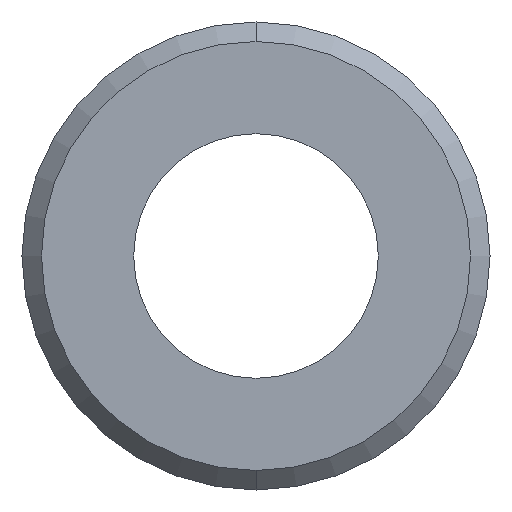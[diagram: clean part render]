
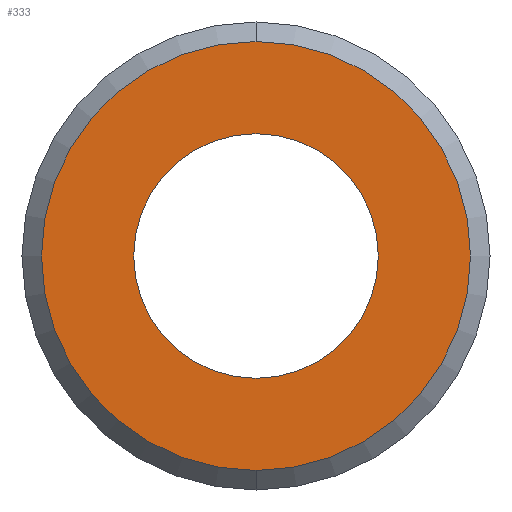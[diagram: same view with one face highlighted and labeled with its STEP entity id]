
A CAD part, front view. The second image highlights one B-rep face of the part: STEP entity #333.
In plain terms, the highlighted planar face has unit normal (0, -1, 0).
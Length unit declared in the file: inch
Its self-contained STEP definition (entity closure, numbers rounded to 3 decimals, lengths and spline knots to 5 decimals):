
#4 = DIRECTION ( 'NONE',  ( 0., 0., 1. ) ) ;
#9 = CARTESIAN_POINT ( 'NONE',  ( 0., -0.5605, 0.098 ) ) ;
#11 = ORIENTED_EDGE ( 'NONE', *, *, #197, .T. ) ;
#13 = AXIS2_PLACEMENT_3D ( 'NONE', #46, #74, #155 ) ;
#24 = CARTESIAN_POINT ( 'NONE',  ( 0., -0.5605, 0.17188 ) ) ;
#26 = CARTESIAN_POINT ( 'NONE',  ( 0., -0.5605, 0. ) ) ;
#33 = AXIS2_PLACEMENT_3D ( 'NONE', #59, #249, #4 ) ;
#38 = CIRCLE ( 'NONE', #63, 0.098 ) ;
#41 = EDGE_CURVE ( 'NONE', #64, #43, #91, .T. ) ;
#43 = VERTEX_POINT ( 'NONE', #24 ) ;
#45 = ORIENTED_EDGE ( 'NONE', *, *, #308, .T. ) ;
#46 = CARTESIAN_POINT ( 'NONE',  ( 0., -0.5605, 0. ) ) ;
#48 = PLANE ( 'NONE',  #327 ) ;
#50 = DIRECTION ( 'NONE',  ( 0., 1., 0. ) ) ;
#59 = CARTESIAN_POINT ( 'NONE',  ( 0., -0.5605, 0. ) ) ;
#63 = AXIS2_PLACEMENT_3D ( 'NONE', #237, #50, #239 ) ;
#64 = VERTEX_POINT ( 'NONE', #84 ) ;
#74 = DIRECTION ( 'NONE',  ( 0., -1., 0. ) ) ;
#75 = DIRECTION ( 'NONE',  ( 0., 0., 1. ) ) ;
#84 = CARTESIAN_POINT ( 'NONE',  ( 0., -0.5605, -0.17188 ) ) ;
#91 = CIRCLE ( 'NONE', #292, 0.17188 ) ;
#103 = CIRCLE ( 'NONE', #13, 0.17188 ) ;
#155 = DIRECTION ( 'NONE',  ( 0., 0., 1. ) ) ;
#162 = CIRCLE ( 'NONE', #33, 0.098 ) ;
#197 = EDGE_CURVE ( 'NONE', #311, #258, #162, .T. ) ;
#237 = CARTESIAN_POINT ( 'NONE',  ( 0., -0.5605, 0. ) ) ;
#239 = DIRECTION ( 'NONE',  ( 0., 0., 1. ) ) ;
#249 = DIRECTION ( 'NONE',  ( 0., 1., 0. ) ) ;
#258 = VERTEX_POINT ( 'NONE', #9 ) ;
#268 = DIRECTION ( 'NONE',  ( 0., -1., 0. ) ) ;
#283 = ORIENTED_EDGE ( 'NONE', *, *, #41, .T. ) ;
#287 = EDGE_LOOP ( 'NONE', ( #317, #283 ) ) ;
#289 = FACE_BOUND ( 'NONE', #342, .T. ) ;
#291 = DIRECTION ( 'NONE',  ( 0., 0., 1. ) ) ;
#292 = AXIS2_PLACEMENT_3D ( 'NONE', #26, #268, #75 ) ;
#294 = CARTESIAN_POINT ( 'NONE',  ( 0., -0.5605, 0. ) ) ;
#296 = CARTESIAN_POINT ( 'NONE',  ( 0., -0.5605, -0.098 ) ) ;
#308 = EDGE_CURVE ( 'NONE', #258, #311, #38, .T. ) ;
#311 = VERTEX_POINT ( 'NONE', #296 ) ;
#317 = ORIENTED_EDGE ( 'NONE', *, *, #334, .T. ) ;
#327 = AXIS2_PLACEMENT_3D ( 'NONE', #294, #347, #291 ) ;
#333 = ADVANCED_FACE ( 'NONE', ( #289, #352 ), #48, .F. ) ;
#334 = EDGE_CURVE ( 'NONE', #43, #64, #103, .T. ) ;
#342 = EDGE_LOOP ( 'NONE', ( #45, #11 ) ) ;
#347 = DIRECTION ( 'NONE',  ( 0., 1., 0. ) ) ;
#352 = FACE_OUTER_BOUND ( 'NONE', #287, .T. ) ;
